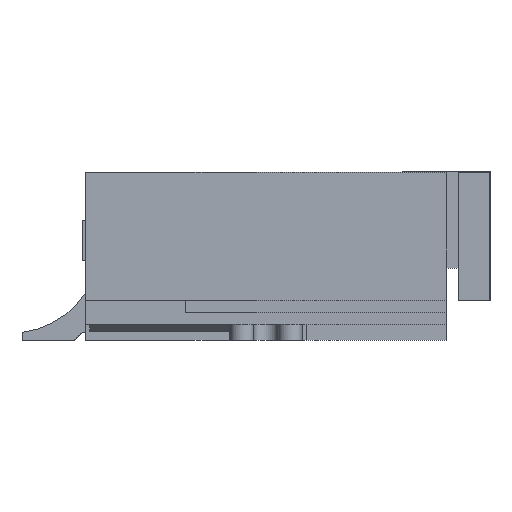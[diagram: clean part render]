
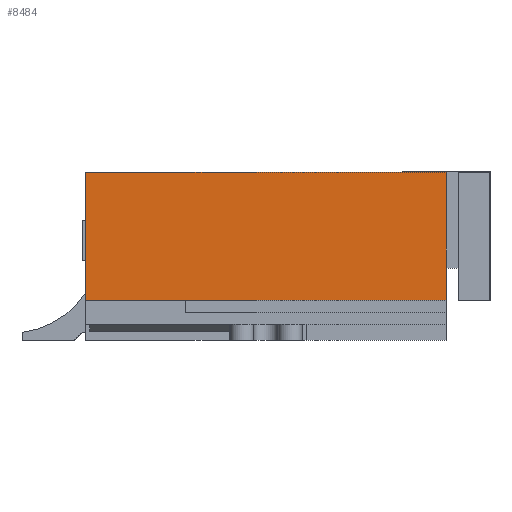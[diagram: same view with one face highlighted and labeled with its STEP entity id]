
A CAD part, left-side view. The second image highlights one B-rep face of the part: STEP entity #8484.
In plain terms, the highlighted planar face has unit normal (-1, 0, 0).
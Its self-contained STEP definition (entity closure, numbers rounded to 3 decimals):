
#8484=ADVANCED_FACE('',(#15004),#15006,.F.);
#15004=FACE_BOUND('',#15005,.T.);
#15005=EDGE_LOOP('',(#20639,#20640,#20641,#20642));
#15006=PLANE('',#15007);
#15007=AXIS2_PLACEMENT_3D('',#15008,#15009,#15010);
#15008=CARTESIAN_POINT('',(-2.4,0.,0.));
#15009=DIRECTION('',(1.,0.,0.));
#15010=DIRECTION('',(0.,1.,0.));
#20639=ORIENTED_EDGE('',*,*,#23457,.F.);
#20640=ORIENTED_EDGE('',*,*,#23454,.F.);
#20641=ORIENTED_EDGE('',*,*,#23451,.F.);
#20642=ORIENTED_EDGE('',*,*,#23447,.F.);
#23447=EDGE_CURVE('',#28064,#28065,#28066,.T.);
#23451=EDGE_CURVE('',#28065,#28072,#28073,.T.);
#23454=EDGE_CURVE('',#28072,#28077,#28078,.T.);
#23457=EDGE_CURVE('',#28077,#28064,#28082,.T.);
#28064=VERTEX_POINT('',#38489);
#28065=VERTEX_POINT('',#38490);
#28066=LINE('',#38491,#38492);
#28072=VERTEX_POINT('',#38505);
#28073=LINE('',#38506,#38507);
#28077=VERTEX_POINT('',#38516);
#28078=LINE('',#38517,#38518);
#28082=LINE('',#38527,#38528);
#38489=CARTESIAN_POINT('',(-2.4,-5.25,0.5));
#38490=CARTESIAN_POINT('',(-2.4,-0.75,0.5));
#38491=CARTESIAN_POINT('',(-2.4,-5.25,0.5));
#38492=VECTOR('',#38493,1.);
#38493=DIRECTION('',(0.,1.,0.));
#38505=CARTESIAN_POINT('',(-2.4,-0.75,2.1));
#38506=CARTESIAN_POINT('',(-2.4,-0.75,0.5));
#38507=VECTOR('',#38508,1.);
#38508=DIRECTION('',(0.,0.,1.));
#38516=CARTESIAN_POINT('',(-2.4,-5.25,2.1));
#38517=CARTESIAN_POINT('',(-2.4,-0.75,2.1));
#38518=VECTOR('',#38519,1.);
#38519=DIRECTION('',(0.,-1.,0.));
#38527=CARTESIAN_POINT('',(-2.4,-5.25,2.1));
#38528=VECTOR('',#38529,1.);
#38529=DIRECTION('',(0.,0.,-1.));
